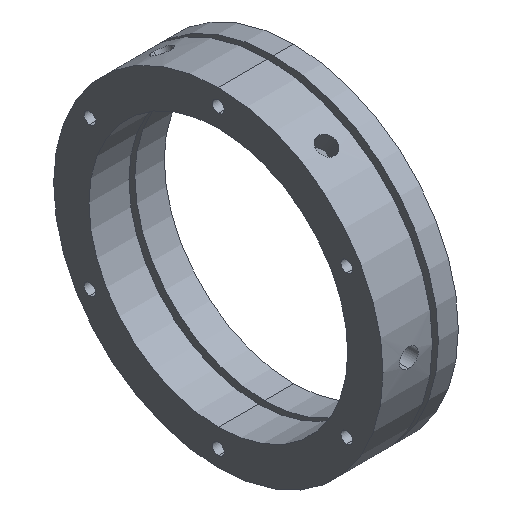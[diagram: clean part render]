
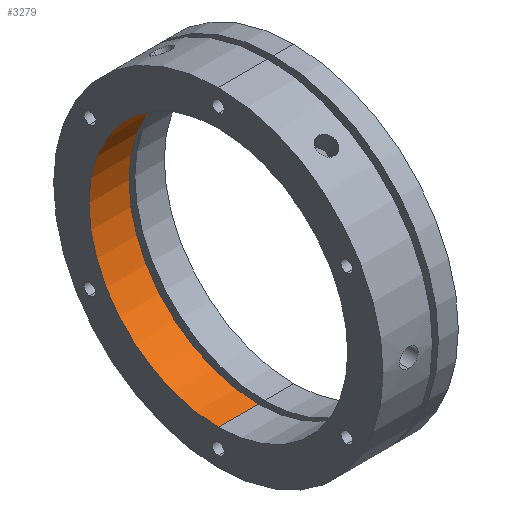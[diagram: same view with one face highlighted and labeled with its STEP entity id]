
A CAD part, isometric view. The second image highlights one B-rep face of the part: STEP entity #3279.
In plain terms, the highlighted cylindrical face has radius 55 mm (diameter 110 mm), a partial arc.
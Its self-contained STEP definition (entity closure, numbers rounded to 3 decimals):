
#22 = EDGE_LOOP ( 'NONE', ( #2907, #2906, #2905, #2904 ) ) ;
#350 = CYLINDRICAL_SURFACE ( 'NONE', #1367, 55. ) ;
#355 = FACE_OUTER_BOUND ( 'NONE', #22, .T. ) ;
#715 = AXIS2_PLACEMENT_3D ( 'NONE', #2324, #2325, #2326 ) ;
#744 = AXIS2_PLACEMENT_3D ( 'NONE', #2178, #2179, #2180 ) ;
#907 = LINE ( 'NONE', #4577, #1000 ) ;
#921 = LINE ( 'NONE', #4572, #1002 ) ;
#1000 = VECTOR ( 'NONE', #4576, 1000. ) ;
#1002 = VECTOR ( 'NONE', #4571, 1000. ) ;
#1367 = AXIS2_PLACEMENT_3D ( 'NONE', #4353, #4352, #4350 ) ;
#1877 = VERTEX_POINT ( 'NONE', #3923 ) ;
#1878 = VERTEX_POINT ( 'NONE', #3924 ) ;
#1879 = VERTEX_POINT ( 'NONE', #3925 ) ;
#1901 = VERTEX_POINT ( 'NONE', #3947 ) ;
#2178 = CARTESIAN_POINT ( 'NONE',  ( 17., 0., 0. ) ) ;
#2179 = DIRECTION ( 'NONE',  ( -1., 0., 0. ) ) ;
#2180 = DIRECTION ( 'NONE',  ( 0., 0., -1. ) ) ;
#2324 = CARTESIAN_POINT ( 'NONE',  ( 0., 0., 0. ) ) ;
#2325 = DIRECTION ( 'NONE',  ( 1., 0., 0. ) ) ;
#2326 = DIRECTION ( 'NONE',  ( 0., 0., -1. ) ) ;
#2904 = ORIENTED_EDGE ( 'NONE', *, *, #3606, .F. ) ;
#2905 = ORIENTED_EDGE ( 'NONE', *, *, #3479, .T. ) ;
#2906 = ORIENTED_EDGE ( 'NONE', *, *, #3632, .F. ) ;
#2907 = ORIENTED_EDGE ( 'NONE', *, *, #3481, .F. ) ;
#3279 = ADVANCED_FACE ( 'NONE', ( #355 ), #350, .F. ) ;
#3366 = CIRCLE ( 'NONE', #715, 55. ) ;
#3394 = CIRCLE ( 'NONE', #744, 55. ) ;
#3479 = EDGE_CURVE ( 'NONE', #1901, #1878, #921, .T. ) ;
#3481 = EDGE_CURVE ( 'NONE', #1879, #1877, #907, .T. ) ;
#3606 = EDGE_CURVE ( 'NONE', #1877, #1878, #3394, .T. ) ;
#3632 = EDGE_CURVE ( 'NONE', #1901, #1879, #3366, .T. ) ;
#3923 = CARTESIAN_POINT ( 'NONE',  ( 17., 0., 55. ) ) ;
#3924 = CARTESIAN_POINT ( 'NONE',  ( 17., 0., -55. ) ) ;
#3925 = CARTESIAN_POINT ( 'NONE',  ( 0., 0., 55. ) ) ;
#3947 = CARTESIAN_POINT ( 'NONE',  ( 0., 0., -55. ) ) ;
#4350 = DIRECTION ( 'NONE',  ( 0., 0., -1. ) ) ;
#4352 = DIRECTION ( 'NONE',  ( 1., 0., 0. ) ) ;
#4353 = CARTESIAN_POINT ( 'NONE',  ( 16., 0., 0. ) ) ;
#4571 = DIRECTION ( 'NONE',  ( 1., 0., 0. ) ) ;
#4572 = CARTESIAN_POINT ( 'NONE',  ( 16., 0., -55. ) ) ;
#4576 = DIRECTION ( 'NONE',  ( 1., 0., 0. ) ) ;
#4577 = CARTESIAN_POINT ( 'NONE',  ( 16., 0., 55. ) ) ;
